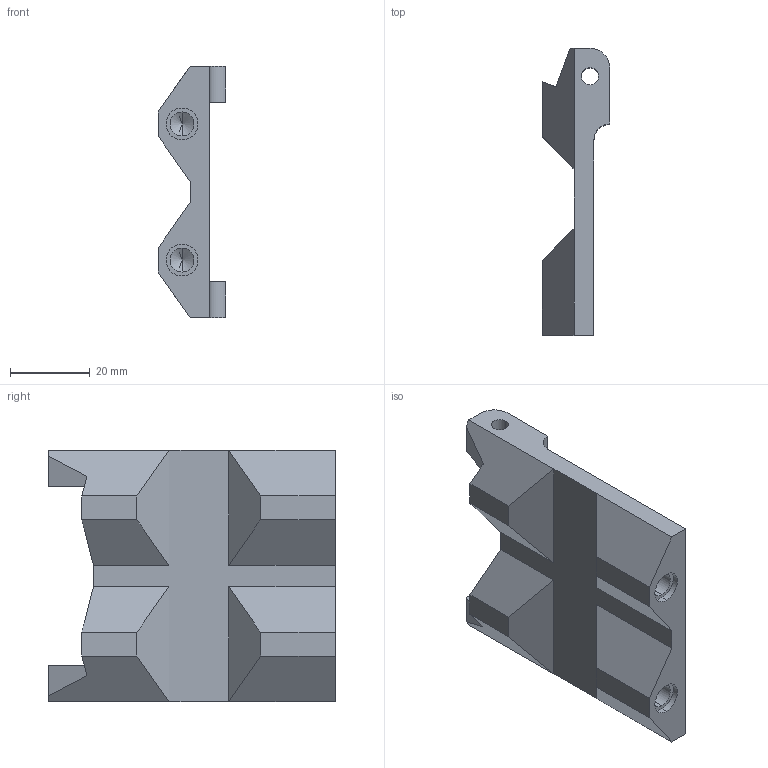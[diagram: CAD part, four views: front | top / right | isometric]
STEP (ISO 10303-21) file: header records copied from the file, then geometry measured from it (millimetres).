
FILE_DESCRIPTION (( 'STEP AP214' ), '1' );
FILE_NAME ('PAN3.2-USI-002-A-Paroie laterale.STEP', '2022-08-04T09:37:05', ( '' ), ( '' ), 'SwSTEP 2.0', 'SolidWorks 2021', '' );
FILE_SCHEMA (( 'AUTOMOTIVE_DESIGN' ));
Length unit declared in the file: millimetre
Products named in the file (1): PAN3.2-USI-002-A-Paroie laterale
Bounding box: 17 x 72 x 63 mm (x, y, z)
Volume: 32013.7 mm3; surface area: 11790.4 mm2
Topology: 1 solids, 1 shells, 52 faces, 136 edges, 86 vertices
Faces by surface type: plane 32, cylinder 16, cone 4
Entity records: 1690 total; most frequent: CARTESIAN_POINT 271, DIRECTION 270, ORIENTED_EDGE 264, EDGE_CURVE 132, LINE 100, VECTOR 100, VERTEX_POINT 86, AXIS2_PLACEMENT_3D 85
